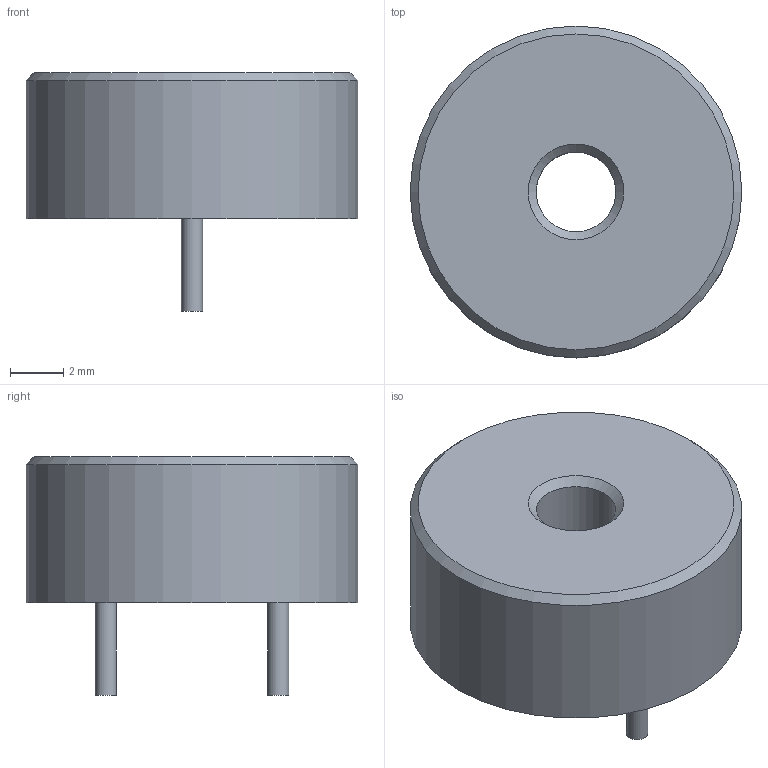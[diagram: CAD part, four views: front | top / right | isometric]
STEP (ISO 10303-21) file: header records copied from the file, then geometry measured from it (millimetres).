
FILE_DESCRIPTION(/* description */ (''),/* implementation_level */ '2;1');
FILE_NAME(/* name */ 'SFN-12055PA6.5 v2.step',/* time_stamp */ '2026-02-15T11:44:43+01:00',/* author */ (''),/* organization */ (''),/* preprocessor_version */ 'ST-DEVELOPER v20.1',/* originating_system */ 'Autodesk Translation Framework v14.10.0.0',/* authorisation */ '');
FILE_SCHEMA (('AUTOMOTIVE_DESIGN { 1 0 10303 214 3 1 1 }'));
Length unit declared in the file: millimetre
Products named in the file (1): SFN-12055PA6.5
Bounding box: 12.5 x 12.5 x 9 mm (x, y, z)
Volume: 637.4 mm3; surface area: 508.2 mm2
Topology: 1 solids, 1 shells, 10 faces, 17 edges, 11 vertices
Faces by surface type: plane 4, cylinder 4, cone 2
Full cylindrical faces by diameter (mm): 0.8 x2, 3 x1, 12.5 x1
Entity records: 281 total; most frequent: DIRECTION 50, CARTESIAN_POINT 39, ORIENTED_EDGE 34, AXIS2_PLACEMENT_3D 22, EDGE_CURVE 17, EDGE_LOOP 14, CIRCLE 11, VERTEX_POINT 11
